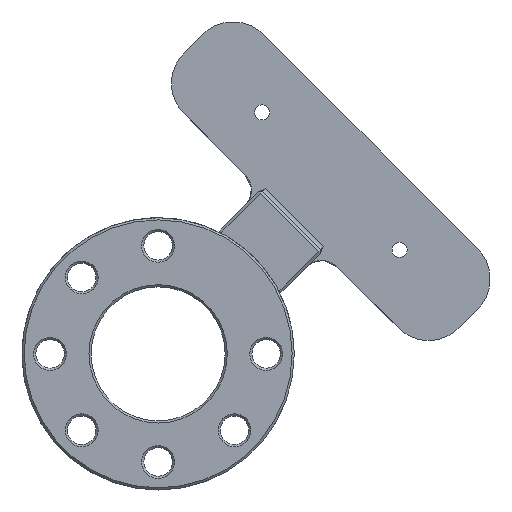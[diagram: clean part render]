
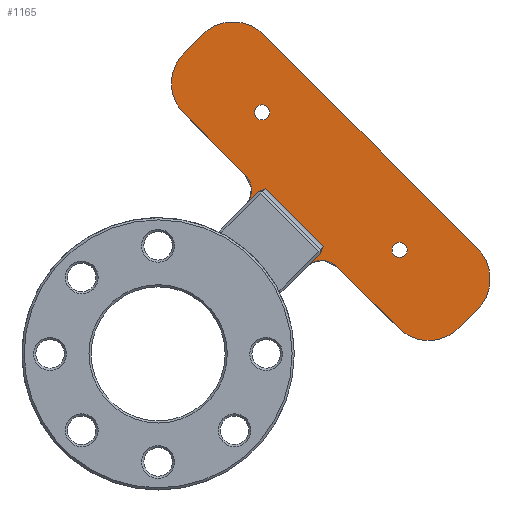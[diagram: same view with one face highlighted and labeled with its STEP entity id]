
A CAD part, front view. The second image highlights one B-rep face of the part: STEP entity #1165.
In plain terms, the highlighted planar face has unit normal (0, -1, 0).
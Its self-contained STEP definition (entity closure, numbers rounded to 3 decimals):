
#25=B_SPLINE_CURVE_WITH_KNOTS('',3,(#1979,#1980,#1981,#1982,#1983,#1984,
#1985,#1986,#1987,#1988),.UNSPECIFIED.,.F.,.F.,(4,3,3,4),(0.,0.337,
0.562,0.787),.UNSPECIFIED.);
#26=B_SPLINE_CURVE_WITH_KNOTS('',3,(#2007,#2008,#2009,#2010,#2011,#2012,
#2013,#2014,#2015,#2016),.UNSPECIFIED.,.F.,.F.,(4,3,3,4),(0.,0.225,
0.45,0.787),.UNSPECIFIED.);
#49=FACE_BOUND('',#307,.T.);
#50=FACE_BOUND('',#308,.T.);
#130=CIRCLE('',#1303,1.75);
#136=CIRCLE('',#1312,1.75);
#138=CIRCLE('',#1318,10.);
#139=CIRCLE('',#1319,10.);
#140=CIRCLE('',#1320,10.);
#141=CIRCLE('',#1321,10.);
#148=(
BOUNDED_CURVE()
B_SPLINE_CURVE(2,(#1739,#1740,#1741),.UNSPECIFIED.,.F.,.F.)
B_SPLINE_CURVE_WITH_KNOTS((3,3),(0.237,0.408),
 .UNSPECIFIED.)
CURVE()
GEOMETRIC_REPRESENTATION_ITEM()
RATIONAL_B_SPLINE_CURVE((1.625,1.625,1.3))
REPRESENTATION_ITEM('')
);
#149=(
BOUNDED_CURVE()
B_SPLINE_CURVE(2,(#1756,#1757,#1758),.UNSPECIFIED.,.F.,.F.)
B_SPLINE_CURVE_WITH_KNOTS((3,3),(0.066,0.237),
 .UNSPECIFIED.)
CURVE()
GEOMETRIC_REPRESENTATION_ITEM()
RATIONAL_B_SPLINE_CURVE((1.3,1.625,1.625))
REPRESENTATION_ITEM('')
);
#223=FACE_OUTER_BOUND('',#306,.T.);
#306=EDGE_LOOP('',(#998,#999,#1000,#1001,#1002,#1003,#1004,#1005,#1006,
#1007,#1008,#1009,#1010,#1011,#1012,#1013));
#307=EDGE_LOOP('',(#1014));
#308=EDGE_LOOP('',(#1015));
#344=LINE('',#1765,#424);
#384=LINE('',#1974,#464);
#386=LINE('',#1977,#466);
#387=LINE('',#1990,#467);
#388=LINE('',#1994,#468);
#389=LINE('',#1998,#469);
#390=LINE('',#2002,#470);
#391=LINE('',#2006,#471);
#424=VECTOR('',#1397,10.);
#464=VECTOR('',#1633,10.);
#466=VECTOR('',#1637,10.);
#467=VECTOR('',#1638,10.);
#468=VECTOR('',#1641,10.);
#469=VECTOR('',#1644,10.);
#470=VECTOR('',#1647,10.);
#471=VECTOR('',#1650,10.);
#498=VERTEX_POINT('',#1737);
#499=VERTEX_POINT('',#1738);
#502=VERTEX_POINT('',#1754);
#503=VERTEX_POINT('',#1755);
#504=VERTEX_POINT('',#1764);
#561=VERTEX_POINT('',#1945);
#567=VERTEX_POINT('',#1962);
#569=VERTEX_POINT('',#1970);
#570=VERTEX_POINT('',#1978);
#571=VERTEX_POINT('',#1989);
#572=VERTEX_POINT('',#1991);
#573=VERTEX_POINT('',#1993);
#574=VERTEX_POINT('',#1995);
#575=VERTEX_POINT('',#1997);
#576=VERTEX_POINT('',#1999);
#577=VERTEX_POINT('',#2001);
#578=VERTEX_POINT('',#2003);
#579=VERTEX_POINT('',#2005);
#607=EDGE_CURVE('',#498,#499,#148,.F.);
#615=EDGE_CURVE('',#502,#503,#149,.F.);
#619=EDGE_CURVE('',#503,#504,#344,.T.);
#708=EDGE_CURVE('',#561,#561,#130,.T.);
#716=EDGE_CURVE('',#567,#567,#136,.T.);
#721=EDGE_CURVE('',#499,#502,#384,.T.);
#723=EDGE_CURVE('',#569,#498,#386,.T.);
#724=EDGE_CURVE('',#569,#570,#25,.F.);
#725=EDGE_CURVE('',#570,#571,#387,.T.);
#726=EDGE_CURVE('',#572,#571,#138,.T.);
#727=EDGE_CURVE('',#572,#573,#388,.T.);
#728=EDGE_CURVE('',#574,#573,#139,.T.);
#729=EDGE_CURVE('',#575,#574,#389,.T.);
#730=EDGE_CURVE('',#576,#575,#140,.T.);
#731=EDGE_CURVE('',#577,#576,#390,.T.);
#732=EDGE_CURVE('',#578,#577,#141,.T.);
#733=EDGE_CURVE('',#578,#579,#391,.T.);
#734=EDGE_CURVE('',#504,#579,#26,.T.);
#998=ORIENTED_EDGE('',*,*,#615,.F.);
#999=ORIENTED_EDGE('',*,*,#721,.F.);
#1000=ORIENTED_EDGE('',*,*,#607,.F.);
#1001=ORIENTED_EDGE('',*,*,#723,.F.);
#1002=ORIENTED_EDGE('',*,*,#724,.T.);
#1003=ORIENTED_EDGE('',*,*,#725,.T.);
#1004=ORIENTED_EDGE('',*,*,#726,.F.);
#1005=ORIENTED_EDGE('',*,*,#727,.T.);
#1006=ORIENTED_EDGE('',*,*,#728,.F.);
#1007=ORIENTED_EDGE('',*,*,#729,.F.);
#1008=ORIENTED_EDGE('',*,*,#730,.F.);
#1009=ORIENTED_EDGE('',*,*,#731,.F.);
#1010=ORIENTED_EDGE('',*,*,#732,.F.);
#1011=ORIENTED_EDGE('',*,*,#733,.T.);
#1012=ORIENTED_EDGE('',*,*,#734,.F.);
#1013=ORIENTED_EDGE('',*,*,#619,.F.);
#1014=ORIENTED_EDGE('',*,*,#708,.T.);
#1015=ORIENTED_EDGE('',*,*,#716,.T.);
#1107=PLANE('',#1317);
#1165=ADVANCED_FACE('',(#223,#49,#50),#1107,.T.);
#1303=AXIS2_PLACEMENT_3D('',#1947,#1600,#1601);
#1312=AXIS2_PLACEMENT_3D('',#1964,#1620,#1621);
#1317=AXIS2_PLACEMENT_3D('',#1976,#1635,#1636);
#1318=AXIS2_PLACEMENT_3D('',#1992,#1639,#1640);
#1319=AXIS2_PLACEMENT_3D('',#1996,#1642,#1643);
#1320=AXIS2_PLACEMENT_3D('',#2000,#1645,#1646);
#1321=AXIS2_PLACEMENT_3D('',#2004,#1648,#1649);
#1397=DIRECTION('',(-0.707,0.,-0.707));
#1600=DIRECTION('center_axis',(0.,1.,0.));
#1601=DIRECTION('ref_axis',(0.707,0.,0.707));
#1620=DIRECTION('center_axis',(0.,1.,0.));
#1621=DIRECTION('ref_axis',(0.707,0.,0.707));
#1633=DIRECTION('',(-0.707,0.,0.707));
#1635=DIRECTION('center_axis',(0.,-1.,0.));
#1636=DIRECTION('ref_axis',(0.707,0.,-0.707));
#1637=DIRECTION('',(0.707,0.,0.707));
#1638=DIRECTION('',(0.707,0.,-0.707));
#1639=DIRECTION('center_axis',(0.,1.,0.));
#1640=DIRECTION('ref_axis',(0.,0.,-1.));
#1641=DIRECTION('',(0.707,0.,0.707));
#1642=DIRECTION('center_axis',(0.,1.,0.));
#1643=DIRECTION('ref_axis',(1.,0.,0.));
#1644=DIRECTION('',(0.707,0.,-0.707));
#1645=DIRECTION('center_axis',(0.,1.,0.));
#1646=DIRECTION('ref_axis',(0.,0.,1.));
#1647=DIRECTION('',(0.707,0.,0.707));
#1648=DIRECTION('center_axis',(0.,1.,0.));
#1649=DIRECTION('ref_axis',(-1.,0.,0.));
#1650=DIRECTION('',(0.707,0.,-0.707));
#1737=CARTESIAN_POINT('',(37.747,20.5,23.605));
#1738=CARTESIAN_POINT('',(38.184,20.5,24.749));
#1739=CARTESIAN_POINT('Ctrl Pts',(38.184,20.5,24.749));
#1740=CARTESIAN_POINT('Ctrl Pts',(37.868,20.5,24.433));
#1741=CARTESIAN_POINT('Ctrl Pts',(37.747,20.5,23.605));
#1754=CARTESIAN_POINT('',(24.749,20.5,38.184));
#1755=CARTESIAN_POINT('',(23.605,20.5,37.747));
#1756=CARTESIAN_POINT('Ctrl Pts',(23.605,20.5,37.747));
#1757=CARTESIAN_POINT('Ctrl Pts',(24.433,20.5,37.868));
#1758=CARTESIAN_POINT('Ctrl Pts',(24.749,20.5,38.184));
#1764=CARTESIAN_POINT('',(20.153,20.5,34.295));
#1765=CARTESIAN_POINT('',(19.445,20.5,33.588));
#1945=CARTESIAN_POINT('',(22.804,20.5,54.624));
#1947=CARTESIAN_POINT('Origin',(24.042,20.5,55.861));
#1962=CARTESIAN_POINT('',(54.624,20.5,22.804));
#1964=CARTESIAN_POINT('Origin',(55.861,20.5,24.042));
#1970=CARTESIAN_POINT('',(34.295,20.5,20.153));
#1974=CARTESIAN_POINT('',(15.556,20.5,47.376));
#1976=CARTESIAN_POINT('Origin',(-1.061,20.5,62.579));
#1977=CARTESIAN_POINT('',(33.588,20.5,19.445));
#1978=CARTESIAN_POINT('',(41.366,20.5,20.153));
#1979=CARTESIAN_POINT('Ctrl Pts',(41.366,20.5,20.153));
#1980=CARTESIAN_POINT('Ctrl Pts',(40.572,20.5,20.946));
#1981=CARTESIAN_POINT('Ctrl Pts',(39.504,20.5,21.458));
#1982=CARTESIAN_POINT('Ctrl Pts',(38.39,20.5,21.584));
#1983=CARTESIAN_POINT('Ctrl Pts',(37.647,20.5,21.669));
#1984=CARTESIAN_POINT('Ctrl Pts',(36.884,20.5,21.582));
#1985=CARTESIAN_POINT('Ctrl Pts',(36.178,20.5,21.335));
#1986=CARTESIAN_POINT('Ctrl Pts',(35.472,20.5,21.088));
#1987=CARTESIAN_POINT('Ctrl Pts',(34.824,20.5,20.681));
#1988=CARTESIAN_POINT('Ctrl Pts',(34.295,20.5,20.153));
#1989=CARTESIAN_POINT('',(55.508,20.5,6.01));
#1990=CARTESIAN_POINT('',(-1.061,20.5,62.579));
#1991=CARTESIAN_POINT('',(69.65,20.5,6.01));
#1992=CARTESIAN_POINT('Origin',(62.579,20.5,13.081));
#1993=CARTESIAN_POINT('',(73.893,20.5,10.253));
#1994=CARTESIAN_POINT('',(62.579,20.5,-1.061));
#1995=CARTESIAN_POINT('',(73.893,20.5,24.395));
#1996=CARTESIAN_POINT('Origin',(66.822,20.5,17.324));
#1997=CARTESIAN_POINT('',(24.395,20.5,73.893));
#1998=CARTESIAN_POINT('',(17.324,20.5,80.964));
#1999=CARTESIAN_POINT('',(10.253,20.5,73.893));
#2000=CARTESIAN_POINT('Origin',(17.324,20.5,66.822));
#2001=CARTESIAN_POINT('',(6.01,20.5,69.65));
#2002=CARTESIAN_POINT('',(-1.061,20.5,62.579));
#2003=CARTESIAN_POINT('',(6.01,20.5,55.508));
#2004=CARTESIAN_POINT('Origin',(13.081,20.5,62.579));
#2005=CARTESIAN_POINT('',(20.153,20.5,41.366));
#2006=CARTESIAN_POINT('',(-1.061,20.5,62.579));
#2007=CARTESIAN_POINT('Ctrl Pts',(20.153,20.5,34.295));
#2008=CARTESIAN_POINT('Ctrl Pts',(20.681,20.5,34.824));
#2009=CARTESIAN_POINT('Ctrl Pts',(21.088,20.5,35.472));
#2010=CARTESIAN_POINT('Ctrl Pts',(21.335,20.5,36.178));
#2011=CARTESIAN_POINT('Ctrl Pts',(21.582,20.5,36.884));
#2012=CARTESIAN_POINT('Ctrl Pts',(21.669,20.5,37.647));
#2013=CARTESIAN_POINT('Ctrl Pts',(21.584,20.5,38.39));
#2014=CARTESIAN_POINT('Ctrl Pts',(21.458,20.5,39.504));
#2015=CARTESIAN_POINT('Ctrl Pts',(20.946,20.5,40.572));
#2016=CARTESIAN_POINT('Ctrl Pts',(20.153,20.5,41.366));
